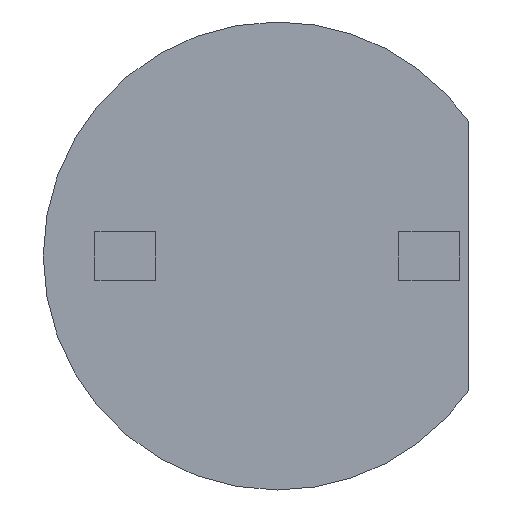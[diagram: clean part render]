
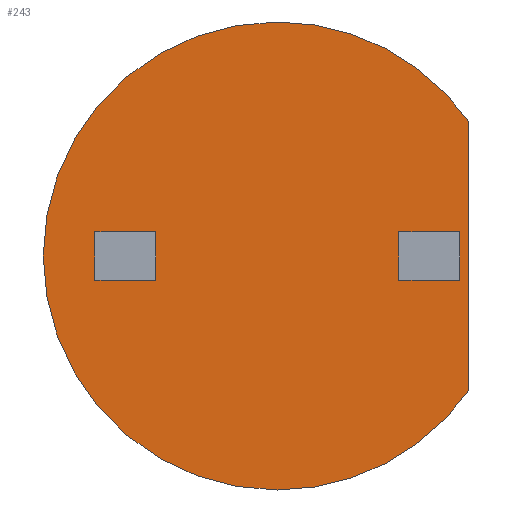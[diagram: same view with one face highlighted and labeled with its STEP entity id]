
A CAD part, front view. The second image highlights one B-rep face of the part: STEP entity #243.
In plain terms, the highlighted planar face has unit normal (0, -1, 0).
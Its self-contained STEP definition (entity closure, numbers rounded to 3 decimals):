
#14 = LINE ( 'NONE', #82, #95 ) ;
#16 = DIRECTION ( 'NONE',  ( 0., 0., -1. ) ) ;
#18 = VERTEX_POINT ( 'NONE', #433 ) ;
#19 = PLANE ( 'NONE',  #400 ) ;
#28 = FACE_BOUND ( 'NONE', #97, .T. ) ;
#29 = EDGE_CURVE ( 'NONE', #294, #594, #436, .T. ) ;
#48 = VECTOR ( 'NONE', #301, 1000. ) ;
#67 = EDGE_CURVE ( 'NONE', #429, #249, #287, .T. ) ;
#78 = CARTESIAN_POINT ( 'NONE',  ( 1.575, 0., 0. ) ) ;
#82 = CARTESIAN_POINT ( 'NONE',  ( -1., 0., 0. ) ) ;
#89 = CARTESIAN_POINT ( 'NONE',  ( -1.5, 0., -0.2 ) ) ;
#91 = ORIENTED_EDGE ( 'NONE', *, *, #358, .F. ) ;
#92 = CARTESIAN_POINT ( 'NONE',  ( 1., 0., 0.2 ) ) ;
#94 = LINE ( 'NONE', #587, #48 ) ;
#95 = VECTOR ( 'NONE', #213, 1000. ) ;
#97 = EDGE_LOOP ( 'NONE', ( #238, #231, #344, #241 ) ) ;
#98 = CARTESIAN_POINT ( 'NONE',  ( 1.5, 0., 0.2 ) ) ;
#105 = ORIENTED_EDGE ( 'NONE', *, *, #558, .F. ) ;
#114 = VECTOR ( 'NONE', #324, 1000. ) ;
#115 = LINE ( 'NONE', #512, #298 ) ;
#128 = EDGE_CURVE ( 'NONE', #167, #628, #94, .T. ) ;
#132 = ORIENTED_EDGE ( 'NONE', *, *, #459, .F. ) ;
#135 = VECTOR ( 'NONE', #271, 1000. ) ;
#139 = CARTESIAN_POINT ( 'NONE',  ( 1.575, 0., -1.107 ) ) ;
#140 = CARTESIAN_POINT ( 'NONE',  ( 0., 0., 0. ) ) ;
#146 = VERTEX_POINT ( 'NONE', #463 ) ;
#159 = DIRECTION ( 'NONE',  ( 0., 1., 0. ) ) ;
#162 = LINE ( 'NONE', #78, #416 ) ;
#167 = VERTEX_POINT ( 'NONE', #614 ) ;
#173 = VERTEX_POINT ( 'NONE', #519 ) ;
#186 = CIRCLE ( 'NONE', #216, 1.925 ) ;
#193 = VERTEX_POINT ( 'NONE', #424 ) ;
#208 = DIRECTION ( 'NONE',  ( 0., 0., -1. ) ) ;
#212 = EDGE_LOOP ( 'NONE', ( #609, #366, #132, #376 ) ) ;
#213 = DIRECTION ( 'NONE',  ( 0., 0., 1. ) ) ;
#216 = AXIS2_PLACEMENT_3D ( 'NONE', #140, #530, #232 ) ;
#231 = ORIENTED_EDGE ( 'NONE', *, *, #240, .T. ) ;
#232 = DIRECTION ( 'NONE',  ( 0., 0., -1. ) ) ;
#238 = ORIENTED_EDGE ( 'NONE', *, *, #67, .T. ) ;
#240 = EDGE_CURVE ( 'NONE', #249, #173, #630, .T. ) ;
#241 = ORIENTED_EDGE ( 'NONE', *, *, #503, .F. ) ;
#242 = CARTESIAN_POINT ( 'NONE',  ( 1., 0., 0. ) ) ;
#243 = ADVANCED_FACE ( 'NONE', ( #277, #450, #28 ), #19, .F. ) ;
#245 = CARTESIAN_POINT ( 'NONE',  ( 1., 0., -0.2 ) ) ;
#249 = VERTEX_POINT ( 'NONE', #496 ) ;
#253 = AXIS2_PLACEMENT_3D ( 'NONE', #447, #159, #601 ) ;
#254 = DIRECTION ( 'NONE',  ( 0., 0., -1. ) ) ;
#255 = ORIENTED_EDGE ( 'NONE', *, *, #29, .F. ) ;
#257 = DIRECTION ( 'NONE',  ( -1., 0., 0. ) ) ;
#271 = DIRECTION ( 'NONE',  ( -1., 0., 0. ) ) ;
#277 = FACE_BOUND ( 'NONE', #212, .T. ) ;
#281 = CIRCLE ( 'NONE', #253, 1.925 ) ;
#287 = LINE ( 'NONE', #98, #114 ) ;
#289 = VECTOR ( 'NONE', #257, 1000. ) ;
#291 = CARTESIAN_POINT ( 'NONE',  ( 0., 0., -1.925 ) ) ;
#292 = EDGE_CURVE ( 'NONE', #594, #18, #186, .T. ) ;
#294 = VERTEX_POINT ( 'NONE', #139 ) ;
#297 = CARTESIAN_POINT ( 'NONE',  ( 0., 0., 0. ) ) ;
#298 = VECTOR ( 'NONE', #515, 1000. ) ;
#301 = DIRECTION ( 'NONE',  ( 1., 0., 0. ) ) ;
#309 = LINE ( 'NONE', #574, #135 ) ;
#316 = CARTESIAN_POINT ( 'NONE',  ( -1., 0., -0.2 ) ) ;
#324 = DIRECTION ( 'NONE',  ( 1., 0., 0. ) ) ;
#342 = AXIS2_PLACEMENT_3D ( 'NONE', #549, #548, #623 ) ;
#344 = ORIENTED_EDGE ( 'NONE', *, *, #412, .T. ) ;
#356 = VERTEX_POINT ( 'NONE', #316 ) ;
#358 = EDGE_CURVE ( 'NONE', #18, #193, #281, .T. ) ;
#366 = ORIENTED_EDGE ( 'NONE', *, *, #128, .T. ) ;
#376 = ORIENTED_EDGE ( 'NONE', *, *, #567, .T. ) ;
#400 = AXIS2_PLACEMENT_3D ( 'NONE', #297, #510, #411 ) ;
#411 = DIRECTION ( 'NONE',  ( 0., 0., 1. ) ) ;
#412 = EDGE_CURVE ( 'NONE', #173, #588, #309, .T. ) ;
#416 = VECTOR ( 'NONE', #208, 1000. ) ;
#424 = CARTESIAN_POINT ( 'NONE',  ( 1.575, 0., 1.107 ) ) ;
#429 = VERTEX_POINT ( 'NONE', #92 ) ;
#433 = CARTESIAN_POINT ( 'NONE',  ( 0., 0., 1.925 ) ) ;
#436 = CIRCLE ( 'NONE', #342, 1.925 ) ;
#447 = CARTESIAN_POINT ( 'NONE',  ( 0., 0., 0. ) ) ;
#450 = FACE_OUTER_BOUND ( 'NONE', #461, .T. ) ;
#459 = EDGE_CURVE ( 'NONE', #356, #628, #14, .T. ) ;
#461 = EDGE_LOOP ( 'NONE', ( #105, #91, #560, #255 ) ) ;
#463 = CARTESIAN_POINT ( 'NONE',  ( -1.5, 0., -0.2 ) ) ;
#484 = EDGE_CURVE ( 'NONE', #167, #146, #115, .T. ) ;
#491 = CARTESIAN_POINT ( 'NONE',  ( -1., 0., 0.2 ) ) ;
#496 = CARTESIAN_POINT ( 'NONE',  ( 1.5, 0., 0.2 ) ) ;
#498 = VECTOR ( 'NONE', #16, 1000. ) ;
#503 = EDGE_CURVE ( 'NONE', #429, #588, #518, .T. ) ;
#510 = DIRECTION ( 'NONE',  ( 0., 1., 0. ) ) ;
#512 = CARTESIAN_POINT ( 'NONE',  ( -1.5, 0., 0. ) ) ;
#515 = DIRECTION ( 'NONE',  ( 0., 0., -1. ) ) ;
#518 = LINE ( 'NONE', #242, #615 ) ;
#519 = CARTESIAN_POINT ( 'NONE',  ( 1.5, 0., -0.2 ) ) ;
#524 = LINE ( 'NONE', #89, #289 ) ;
#530 = DIRECTION ( 'NONE',  ( 0., 1., 0. ) ) ;
#539 = CARTESIAN_POINT ( 'NONE',  ( 1.5, 0., -0.2 ) ) ;
#548 = DIRECTION ( 'NONE',  ( 0., 1., 0. ) ) ;
#549 = CARTESIAN_POINT ( 'NONE',  ( 0., 0., 0. ) ) ;
#558 = EDGE_CURVE ( 'NONE', #193, #294, #162, .T. ) ;
#560 = ORIENTED_EDGE ( 'NONE', *, *, #292, .F. ) ;
#567 = EDGE_CURVE ( 'NONE', #356, #146, #524, .T. ) ;
#574 = CARTESIAN_POINT ( 'NONE',  ( 1.5, 0., -0.2 ) ) ;
#587 = CARTESIAN_POINT ( 'NONE',  ( -1.5, 0., 0.2 ) ) ;
#588 = VERTEX_POINT ( 'NONE', #245 ) ;
#594 = VERTEX_POINT ( 'NONE', #291 ) ;
#601 = DIRECTION ( 'NONE',  ( 0., 0., -1. ) ) ;
#609 = ORIENTED_EDGE ( 'NONE', *, *, #484, .F. ) ;
#614 = CARTESIAN_POINT ( 'NONE',  ( -1.5, 0., 0.2 ) ) ;
#615 = VECTOR ( 'NONE', #254, 1000. ) ;
#623 = DIRECTION ( 'NONE',  ( 0., 0., -1. ) ) ;
#628 = VERTEX_POINT ( 'NONE', #491 ) ;
#630 = LINE ( 'NONE', #539, #498 ) ;
